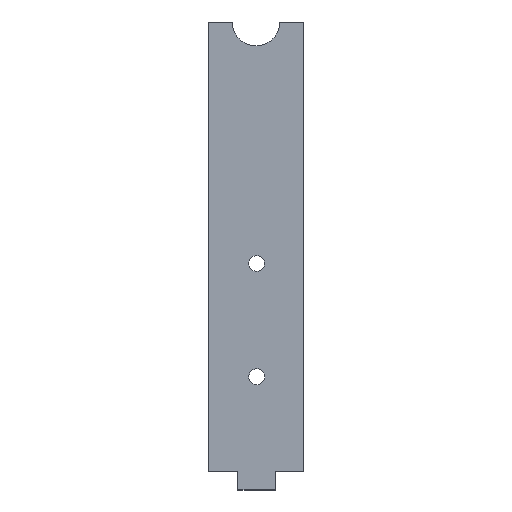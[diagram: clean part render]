
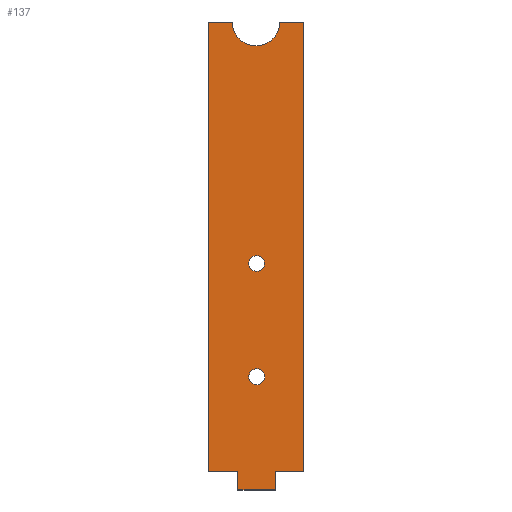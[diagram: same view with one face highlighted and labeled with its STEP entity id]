
A CAD part, top view. The second image highlights one B-rep face of the part: STEP entity #137.
In plain terms, the highlighted planar face has unit normal (0, 0, 1).
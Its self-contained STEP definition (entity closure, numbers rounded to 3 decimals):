
#2 = VECTOR ( 'NONE', #217, 1000. ) ;
#4 = CIRCLE ( 'NONE', #75, 6.3 ) ;
#6 = EDGE_CURVE ( 'NONE', #387, #216, #409, .T. ) ;
#9 = CARTESIAN_POINT ( 'NONE',  ( -37.691, 13.932, 5. ) ) ;
#11 = DIRECTION ( 'NONE',  ( 0., 0., 1. ) ) ;
#19 = FACE_BOUND ( 'NONE', #541, .T. ) ;
#22 = DIRECTION ( 'NONE',  ( 0., -1., 0. ) ) ;
#27 = DIRECTION ( 'NONE',  ( 0., 0., 1. ) ) ;
#40 = VERTEX_POINT ( 'NONE', #405 ) ;
#42 = CARTESIAN_POINT ( 'NONE',  ( -24.991, 13.932, 5. ) ) ;
#48 = ORIENTED_EDGE ( 'NONE', *, *, #105, .F. ) ;
#53 = VERTEX_POINT ( 'NONE', #275 ) ;
#55 = FACE_OUTER_BOUND ( 'NONE', #86, .T. ) ;
#67 = LINE ( 'NONE', #321, #147 ) ;
#68 = CARTESIAN_POINT ( 'NONE',  ( -29.791, 0., 5. ) ) ;
#70 = ORIENTED_EDGE ( 'NONE', *, *, #6, .F. ) ;
#73 = VERTEX_POINT ( 'NONE', #483 ) ;
#75 = AXIS2_PLACEMENT_3D ( 'NONE', #42, #11, #272 ) ;
#81 = EDGE_CURVE ( 'NONE', #125, #73, #237, .T. ) ;
#82 = EDGE_LOOP ( 'NONE', ( #476, #48 ) ) ;
#86 = EDGE_LOOP ( 'NONE', ( #159, #164, #354, #258, #547, #338, #466, #454, #534, #210 ) ) ;
#97 = VERTEX_POINT ( 'NONE', #144 ) ;
#105 = EDGE_CURVE ( 'NONE', #142, #378, #185, .T. ) ;
#108 = CARTESIAN_POINT ( 'NONE',  ( -26.891, -50.068, 5. ) ) ;
#124 = CARTESIAN_POINT ( 'NONE',  ( 0., -105.068, 5. ) ) ;
#125 = VERTEX_POINT ( 'NONE', #197 ) ;
#130 = CARTESIAN_POINT ( 'NONE',  ( -22.691, -80.068, 5. ) ) ;
#134 = AXIS2_PLACEMENT_3D ( 'NONE', #273, #434, #550 ) ;
#136 = VECTOR ( 'NONE', #22, 1000. ) ;
#137 = ADVANCED_FACE ( 'NONE', ( #55, #19, #151 ), #233, .T. ) ;
#142 = VERTEX_POINT ( 'NONE', #198 ) ;
#144 = CARTESIAN_POINT ( 'NONE',  ( -12.291, 13.932, 5. ) ) ;
#147 = VECTOR ( 'NONE', #230, 1000. ) ;
#148 = LINE ( 'NONE', #477, #232 ) ;
#151 = FACE_BOUND ( 'NONE', #82, .T. ) ;
#154 = AXIS2_PLACEMENT_3D ( 'NONE', #485, #27, #287 ) ;
#157 = EDGE_CURVE ( 'NONE', #125, #498, #320, .T. ) ;
#159 = ORIENTED_EDGE ( 'NONE', *, *, #329, .F. ) ;
#161 = CARTESIAN_POINT ( 'NONE',  ( -12.291, 13.932, 5. ) ) ;
#164 = ORIENTED_EDGE ( 'NONE', *, *, #294, .T. ) ;
#169 = VECTOR ( 'NONE', #504, 1000. ) ;
#185 = CIRCLE ( 'NONE', #496, 2.1 ) ;
#189 = LINE ( 'NONE', #330, #136 ) ;
#197 = CARTESIAN_POINT ( 'NONE',  ( -29.791, -110.068, 5. ) ) ;
#198 = CARTESIAN_POINT ( 'NONE',  ( -26.891, -80.068, 5. ) ) ;
#200 = DIRECTION ( 'NONE',  ( -1., 0., 0. ) ) ;
#201 = VERTEX_POINT ( 'NONE', #537 ) ;
#207 = EDGE_CURVE ( 'NONE', #40, #53, #296, .T. ) ;
#209 = EDGE_CURVE ( 'NONE', #40, #97, #499, .T. ) ;
#210 = ORIENTED_EDGE ( 'NONE', *, *, #394, .T. ) ;
#216 = VERTEX_POINT ( 'NONE', #377 ) ;
#217 = DIRECTION ( 'NONE',  ( -1., 0., 0. ) ) ;
#224 = CARTESIAN_POINT ( 'NONE',  ( 0., -105.068, 5. ) ) ;
#230 = DIRECTION ( 'NONE',  ( 0., -1., 0. ) ) ;
#232 = VECTOR ( 'NONE', #447, 1000. ) ;
#233 = PLANE ( 'NONE',  #154 ) ;
#234 = CARTESIAN_POINT ( 'NONE',  ( -37.691, 13.932, 5. ) ) ;
#235 = DIRECTION ( 'NONE',  ( 1., 0., 0. ) ) ;
#237 = LINE ( 'NONE', #68, #288 ) ;
#239 = DIRECTION ( 'NONE',  ( 0., 1., 0. ) ) ;
#242 = DIRECTION ( 'NONE',  ( 1., 0., 0. ) ) ;
#258 = ORIENTED_EDGE ( 'NONE', *, *, #368, .F. ) ;
#261 = CARTESIAN_POINT ( 'NONE',  ( -24.791, -50.068, 5. ) ) ;
#272 = DIRECTION ( 'NONE',  ( 1., 0., 0. ) ) ;
#273 = CARTESIAN_POINT ( 'NONE',  ( -24.791, -50.068, 5. ) ) ;
#274 = CARTESIAN_POINT ( 'NONE',  ( -19.791, -110.068, 5. ) ) ;
#275 = CARTESIAN_POINT ( 'NONE',  ( -19.791, -105.068, 5. ) ) ;
#281 = CARTESIAN_POINT ( 'NONE',  ( -31.291, 13.932, 5. ) ) ;
#284 = CARTESIAN_POINT ( 'NONE',  ( -24.791, -80.068, 5. ) ) ;
#287 = DIRECTION ( 'NONE',  ( 1., 0., 0. ) ) ;
#288 = VECTOR ( 'NONE', #239, 1000. ) ;
#289 = ORIENTED_EDGE ( 'NONE', *, *, #311, .F. ) ;
#294 = EDGE_CURVE ( 'NONE', #491, #418, #424, .T. ) ;
#296 = LINE ( 'NONE', #124, #479 ) ;
#311 = EDGE_CURVE ( 'NONE', #216, #387, #471, .T. ) ;
#312 = VERTEX_POINT ( 'NONE', #353 ) ;
#314 = DIRECTION ( 'NONE',  ( 1., 0., 0. ) ) ;
#320 = LINE ( 'NONE', #440, #512 ) ;
#321 = CARTESIAN_POINT ( 'NONE',  ( -19.791, 0., 5. ) ) ;
#323 = DIRECTION ( 'NONE',  ( 0., 0., 1. ) ) ;
#329 = EDGE_CURVE ( 'NONE', #491, #312, #4, .T. ) ;
#330 = CARTESIAN_POINT ( 'NONE',  ( -37.691, 13.932, 5. ) ) ;
#335 = DIRECTION ( 'NONE',  ( 0., 1., 0. ) ) ;
#338 = ORIENTED_EDGE ( 'NONE', *, *, #157, .T. ) ;
#350 = LINE ( 'NONE', #224, #169 ) ;
#352 = EDGE_CURVE ( 'NONE', #378, #142, #544, .T. ) ;
#353 = CARTESIAN_POINT ( 'NONE',  ( -18.691, 13.932, 5. ) ) ;
#354 = ORIENTED_EDGE ( 'NONE', *, *, #417, .T. ) ;
#368 = EDGE_CURVE ( 'NONE', #73, #201, #350, .T. ) ;
#377 = CARTESIAN_POINT ( 'NONE',  ( -22.691, -50.068, 5. ) ) ;
#378 = VERTEX_POINT ( 'NONE', #130 ) ;
#387 = VERTEX_POINT ( 'NONE', #108 ) ;
#389 = DIRECTION ( 'NONE',  ( 0., 0., 1. ) ) ;
#394 = EDGE_CURVE ( 'NONE', #97, #312, #148, .T. ) ;
#405 = CARTESIAN_POINT ( 'NONE',  ( -12.291, -105.068, 5. ) ) ;
#409 = CIRCLE ( 'NONE', #134, 2.1 ) ;
#417 = EDGE_CURVE ( 'NONE', #418, #201, #189, .T. ) ;
#418 = VERTEX_POINT ( 'NONE', #234 ) ;
#423 = AXIS2_PLACEMENT_3D ( 'NONE', #506, #389, #433 ) ;
#424 = LINE ( 'NONE', #9, #2 ) ;
#431 = DIRECTION ( 'NONE',  ( 0., 0., 1. ) ) ;
#433 = DIRECTION ( 'NONE',  ( 1., 0., 0. ) ) ;
#434 = DIRECTION ( 'NONE',  ( 0., 0., 1. ) ) ;
#437 = VECTOR ( 'NONE', #335, 1000. ) ;
#440 = CARTESIAN_POINT ( 'NONE',  ( -37.691, -110.068, 5. ) ) ;
#447 = DIRECTION ( 'NONE',  ( -1., 0., 0. ) ) ;
#454 = ORIENTED_EDGE ( 'NONE', *, *, #207, .F. ) ;
#466 = ORIENTED_EDGE ( 'NONE', *, *, #473, .F. ) ;
#471 = CIRCLE ( 'NONE', #543, 2.1 ) ;
#473 = EDGE_CURVE ( 'NONE', #53, #498, #67, .T. ) ;
#476 = ORIENTED_EDGE ( 'NONE', *, *, #352, .F. ) ;
#477 = CARTESIAN_POINT ( 'NONE',  ( -37.691, 13.932, 5. ) ) ;
#479 = VECTOR ( 'NONE', #200, 1000. ) ;
#483 = CARTESIAN_POINT ( 'NONE',  ( -29.791, -105.068, 5. ) ) ;
#485 = CARTESIAN_POINT ( 'NONE',  ( 0., 0., 5. ) ) ;
#491 = VERTEX_POINT ( 'NONE', #281 ) ;
#496 = AXIS2_PLACEMENT_3D ( 'NONE', #284, #323, #242 ) ;
#498 = VERTEX_POINT ( 'NONE', #274 ) ;
#499 = LINE ( 'NONE', #161, #437 ) ;
#504 = DIRECTION ( 'NONE',  ( -1., 0., 0. ) ) ;
#506 = CARTESIAN_POINT ( 'NONE',  ( -24.791, -80.068, 5. ) ) ;
#512 = VECTOR ( 'NONE', #235, 1000. ) ;
#534 = ORIENTED_EDGE ( 'NONE', *, *, #209, .T. ) ;
#537 = CARTESIAN_POINT ( 'NONE',  ( -37.691, -105.068, 5. ) ) ;
#541 = EDGE_LOOP ( 'NONE', ( #289, #70 ) ) ;
#543 = AXIS2_PLACEMENT_3D ( 'NONE', #261, #431, #314 ) ;
#544 = CIRCLE ( 'NONE', #423, 2.1 ) ;
#547 = ORIENTED_EDGE ( 'NONE', *, *, #81, .F. ) ;
#550 = DIRECTION ( 'NONE',  ( 1., 0., 0. ) ) ;
